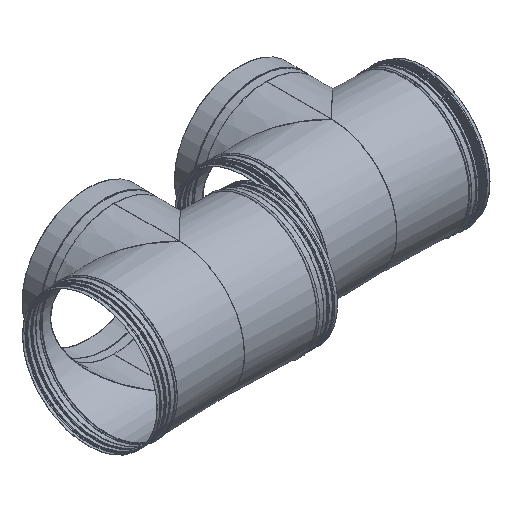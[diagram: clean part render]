
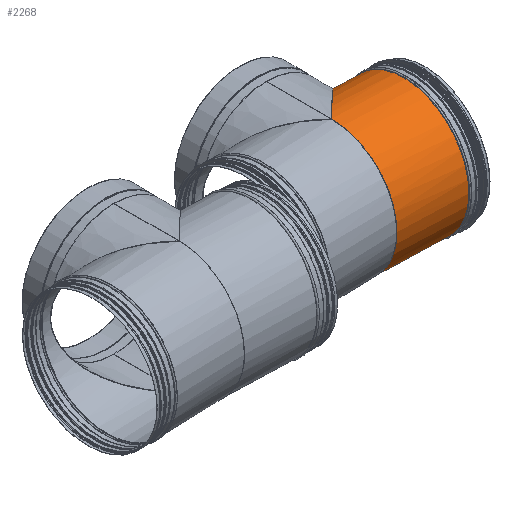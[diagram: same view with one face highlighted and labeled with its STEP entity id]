
A CAD part, isometric view. The second image highlights one B-rep face of the part: STEP entity #2268.
In plain terms, the highlighted cylindrical face has radius 251 mm (diameter 502 mm), a full revolution.
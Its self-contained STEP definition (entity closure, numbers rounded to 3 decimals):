
#129=CYLINDRICAL_SURFACE('',#2507,251.);
#203=FACE_BOUND('',#708,.T.);
#477=FACE_OUTER_BOUND('',#707,.T.);
#707=EDGE_LOOP('',(#1772));
#708=EDGE_LOOP('',(#1773,#1774));
#1019=ELLIPSE('',#2509,251.153,251.);
#1020=ELLIPSE('',#2510,348.931,251.);
#1096=CIRCLE('',#2508,251.);
#1288=VERTEX_POINT('',#4293);
#1289=VERTEX_POINT('',#4295);
#1290=VERTEX_POINT('',#4296);
#1502=EDGE_CURVE('',#1288,#1288,#1096,.T.);
#1503=EDGE_CURVE('',#1289,#1290,#1019,.T.);
#1504=EDGE_CURVE('',#1290,#1289,#1020,.T.);
#1772=ORIENTED_EDGE('',*,*,#1502,.F.);
#1773=ORIENTED_EDGE('',*,*,#1503,.T.);
#1774=ORIENTED_EDGE('',*,*,#1504,.T.);
#2268=ADVANCED_FACE('',(#477,#203),#129,.T.);
#2507=AXIS2_PLACEMENT_3D('',#4292,#2982,#2983);
#2508=AXIS2_PLACEMENT_3D('',#4294,#2984,#2985);
#2509=AXIS2_PLACEMENT_3D('',#4297,#2986,#2987);
#2510=AXIS2_PLACEMENT_3D('',#4298,#2988,#2989);
#2982=DIRECTION('center_axis',(-0.999,-0.035,0.));
#2983=DIRECTION('ref_axis',(0.035,-0.999,0.));
#2984=DIRECTION('center_axis',(-0.999,-0.035,0.));
#2985=DIRECTION('ref_axis',(0.035,-0.999,0.));
#2986=DIRECTION('center_axis',(-1.,0.,0.));
#2987=DIRECTION('ref_axis',(0.,-1.,0.));
#2988=DIRECTION('center_axis',(-0.695,-0.719,0.));
#2989=DIRECTION('ref_axis',(-0.719,0.695,0.));
#4292=CARTESIAN_POINT('Origin',(-99.092,-3.46,0.));
#4293=CARTESIAN_POINT('',(-267.724,-260.502,0.));
#4294=CARTESIAN_POINT('Origin',(-276.484,-9.655,0.));
#4295=CARTESIAN_POINT('',(0.,0.,-251.));
#4296=CARTESIAN_POINT('',(0.,0.,251.));
#4297=CARTESIAN_POINT('Origin',(0.,0.,0.));
#4298=CARTESIAN_POINT('Origin',(0.,0.,0.));
